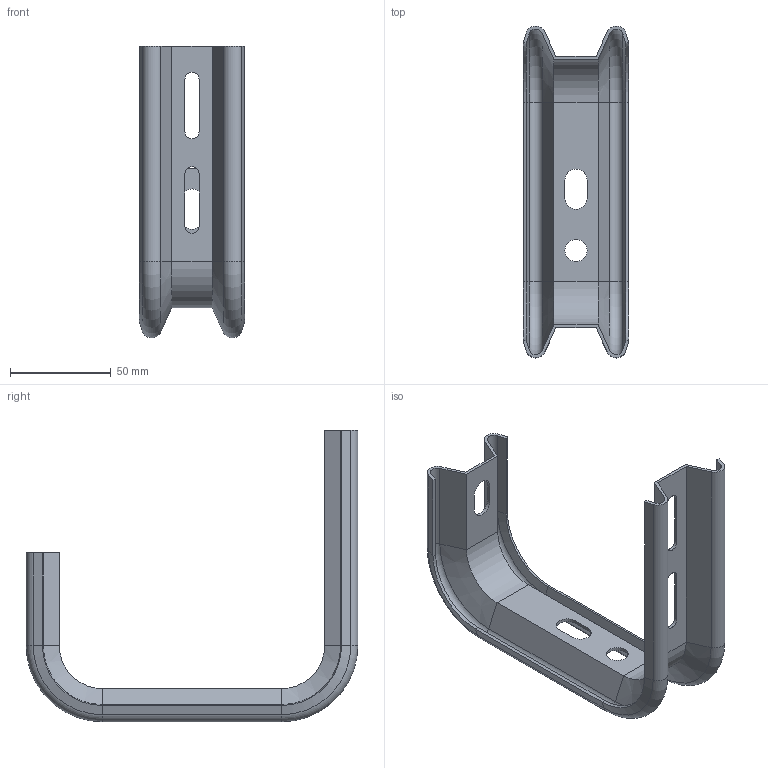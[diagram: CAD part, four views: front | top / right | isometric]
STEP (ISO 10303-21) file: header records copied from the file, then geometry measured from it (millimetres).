
FILE_DESCRIPTION(/* description */ (''),/* implementation_level */ '2;1');
FILE_NAME(/* name */ '',/* time_stamp */ '2023-05-15T12:07:44+03:00',/* author */ ('Man88'),/* organization */ (''),/* preprocessor_version */ 'ST-DEVELOPER v19.2',/* originating_system */ 'Autodesk Inventor 2023',/* authorisation */ '');
FILE_SCHEMA (('AUTOMOTIVE_DESIGN { 1 0 10303 214 3 1 1 }'));
Length unit declared in the file: millimetre
Products named in the file (1): С-образный подвес 
усиленный для лотка 
100 мм, SPVU100
Bounding box: 52.4 x 165 x 145 mm (x, y, z)
Volume: 37994.8 mm3; surface area: 52336.2 mm2
Topology: 1 solids, 1 shells, 99 faces, 227 edges, 130 vertices
Faces by surface type: plane 46, cylinder 25, cone 20, torus 8
Full cylindrical faces by diameter (mm): 11 x1
Entity records: 2885 total; most frequent: DIRECTION 501, CARTESIAN_POINT 457, ORIENTED_EDGE 454, EDGE_CURVE 227, AXIS2_PLACEMENT_3D 174, LINE 153, VECTOR 153, VERTEX_POINT 130
